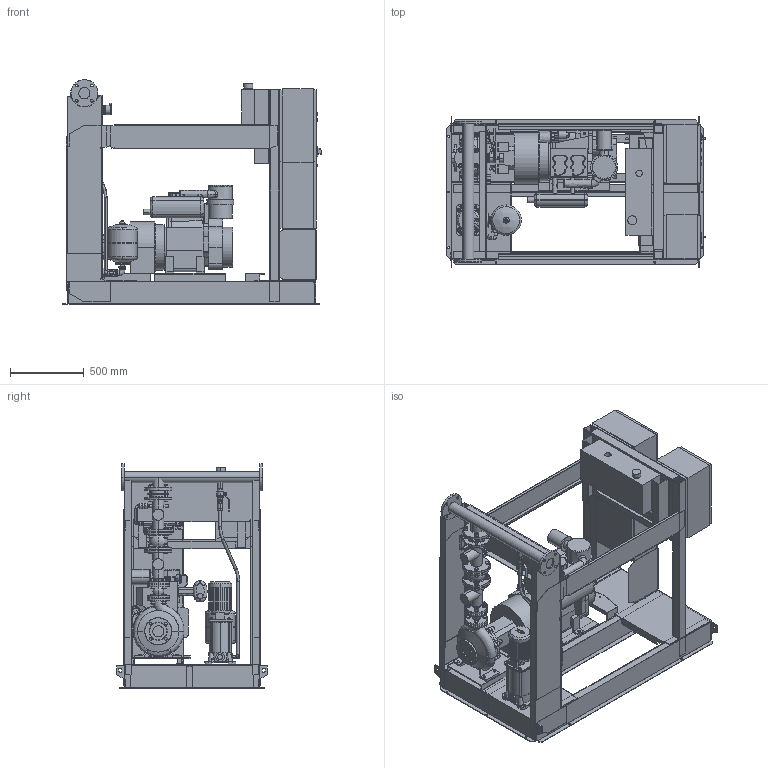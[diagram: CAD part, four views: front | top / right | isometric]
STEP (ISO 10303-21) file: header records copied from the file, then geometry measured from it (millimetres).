
FILE_DESCRIPTION((''),'2;1');
FILE_NAME('3d_Sifire-EN-40_250-219-17.7_1.1DJ-4183871.stp','2015-05-26T10:12:45',(''),(''),'Mechanical Desktop 2009','Mechanical Desktop 2009',', , ');
FILE_SCHEMA(('CONFIG_CONTROL_DESIGN'));
Length unit declared in the file: millimetre
Products named in the file (1): Product
Bounding box: 1754.5 x 1026 x 1527.5 mm (x, y, z)
Volume: 312628091.5 mm3; surface area: 24935898.3 mm2
Topology: 159 solids, 159 shells, 4030 faces, 9812 edges, 6240 vertices
Faces by surface type: bspline 1568, plane 1390, cylinder 648, cone 312, torus 88, sphere 24
Entity records: 133448 total; most frequent: CARTESIAN_POINT 44473, ORIENTED_EDGE 19568, DIRECTION 16527, EDGE_CURVE 9784, VERTEX_POINT 6237, VECTOR 5753, LINE 5753, AXIS2_PLACEMENT_3D 5387
